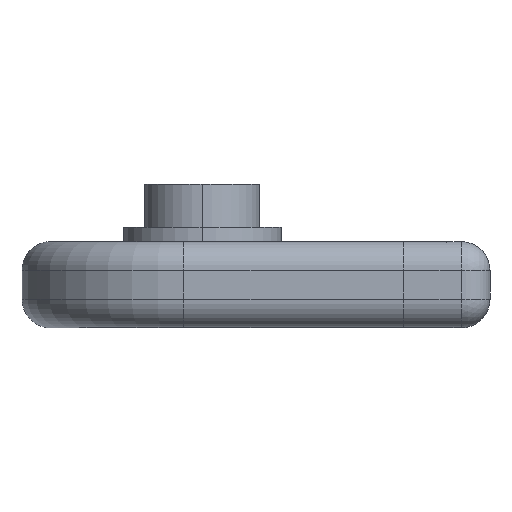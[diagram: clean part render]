
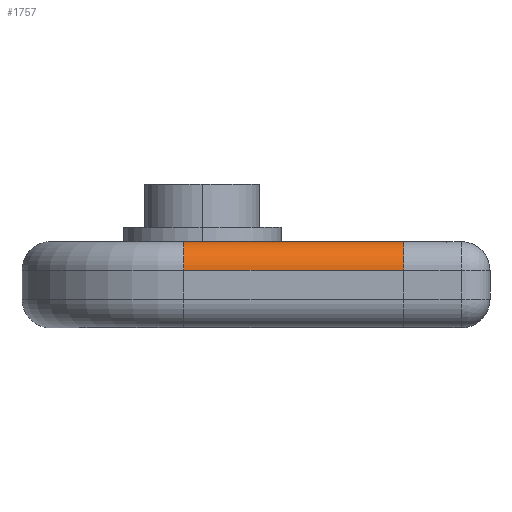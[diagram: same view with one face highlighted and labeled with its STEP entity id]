
A CAD part, left-side view. The second image highlights one B-rep face of the part: STEP entity #1757.
In plain terms, the highlighted cylindrical face has radius 2 mm (diameter 4 mm), a partial arc.
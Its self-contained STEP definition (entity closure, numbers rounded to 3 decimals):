
#88 = CARTESIAN_POINT ( 'NONE',  ( -68., 15.282, 4. ) ) ;
#241 = CARTESIAN_POINT ( 'NONE',  ( -66., 15.282, 4. ) ) ;
#299 = DIRECTION ( 'NONE',  ( 0., -1., 0. ) ) ;
#358 = EDGE_CURVE ( 'NONE', #1216, #1098, #1981, .T. ) ;
#389 = LINE ( 'NONE', #1608, #2151 ) ;
#454 = EDGE_CURVE ( 'NONE', #1098, #2035, #389, .T. ) ;
#587 = CIRCLE ( 'NONE', #1603, 2. ) ;
#610 = CARTESIAN_POINT ( 'NONE',  ( -66., 0., 4. ) ) ;
#692 = DIRECTION ( 'NONE',  ( 0., 0., 1. ) ) ;
#738 = CARTESIAN_POINT ( 'NONE',  ( -66., 0., 6. ) ) ;
#755 = DIRECTION ( 'NONE',  ( 0., 1., 0. ) ) ;
#800 = ORIENTED_EDGE ( 'NONE', *, *, #2034, .F. ) ;
#1098 = VERTEX_POINT ( 'NONE', #1156 ) ;
#1156 = CARTESIAN_POINT ( 'NONE',  ( -66., 15.282, 6. ) ) ;
#1188 = EDGE_CURVE ( 'NONE', #2035, #1784, #587, .T. ) ;
#1216 = VERTEX_POINT ( 'NONE', #1482 ) ;
#1292 = VECTOR ( 'NONE', #755, 1000. ) ;
#1360 = AXIS2_PLACEMENT_3D ( 'NONE', #241, #1760, #1578 ) ;
#1435 = AXIS2_PLACEMENT_3D ( 'NONE', #2378, #1947, #1739 ) ;
#1482 = CARTESIAN_POINT ( 'NONE',  ( -68., 15.282, 4. ) ) ;
#1578 = DIRECTION ( 'NONE',  ( 0., 0., 1. ) ) ;
#1603 = AXIS2_PLACEMENT_3D ( 'NONE', #610, #2803, #692 ) ;
#1608 = CARTESIAN_POINT ( 'NONE',  ( -66., 0., 6. ) ) ;
#1623 = ORIENTED_EDGE ( 'NONE', *, *, #1188, .F. ) ;
#1672 = LINE ( 'NONE', #88, #1292 ) ;
#1739 = DIRECTION ( 'NONE',  ( -1., 0., 0. ) ) ;
#1757 = ADVANCED_FACE ( 'NONE', ( #2690 ), #2311, .T. ) ;
#1760 = DIRECTION ( 'NONE',  ( 0., 1., 0. ) ) ;
#1784 = VERTEX_POINT ( 'NONE', #2554 ) ;
#1791 = EDGE_LOOP ( 'NONE', ( #1623, #2134, #2522, #800 ) ) ;
#1947 = DIRECTION ( 'NONE',  ( 0., 1., 0. ) ) ;
#1981 = CIRCLE ( 'NONE', #1360, 2. ) ;
#2034 = EDGE_CURVE ( 'NONE', #1784, #1216, #1672, .T. ) ;
#2035 = VERTEX_POINT ( 'NONE', #738 ) ;
#2134 = ORIENTED_EDGE ( 'NONE', *, *, #454, .F. ) ;
#2151 = VECTOR ( 'NONE', #299, 1000. ) ;
#2311 = CYLINDRICAL_SURFACE ( 'NONE', #1435, 2. ) ;
#2378 = CARTESIAN_POINT ( 'NONE',  ( -66., 15.282, 4. ) ) ;
#2522 = ORIENTED_EDGE ( 'NONE', *, *, #358, .F. ) ;
#2554 = CARTESIAN_POINT ( 'NONE',  ( -68., 0., 4. ) ) ;
#2690 = FACE_OUTER_BOUND ( 'NONE', #1791, .T. ) ;
#2803 = DIRECTION ( 'NONE',  ( 0., -1., 0. ) ) ;
